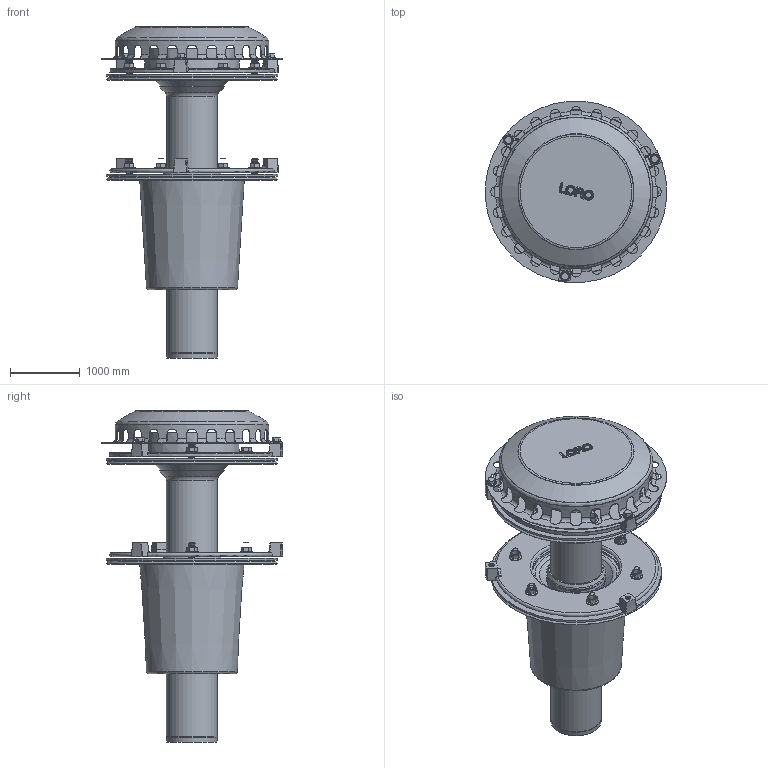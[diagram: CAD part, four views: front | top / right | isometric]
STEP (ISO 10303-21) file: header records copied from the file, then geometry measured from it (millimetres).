
FILE_DESCRIPTION(/* description */ (''),/* implementation_level */ '2;1');
FILE_NAME(/* name */ '21332.070X_3D.stp',/* time_stamp */ '2024-12-12T08:16:34+01:00',/* author */ ('CAD'),/* organization */ (''),/* preprocessor_version */ 'ST-DEVELOPER v20',/* originating_system */ 'AutoCAD Mechanical',/* authorisation */ '');
FILE_SCHEMA (('AUTOMOTIVE_DESIGN { 1 0 10303 214 3 1 1 }'));
Length unit declared in the file: centimetre
Products named in the file (2): Product; *S0
Assembly tree (1 placements, depth 2):
  Product
    *S0
Bounding box: 2590.11 x 2592.91 x 4752.5 mm (x, y, z)
Volume: 2307807568.8 mm3; surface area: 104094556.5 mm2
Topology: 43 solids, 43 shells, 1165 faces, 2820 edges, 1705 vertices
Faces by surface type: cone 471, plane 291, cylinder 204, torus 137, bspline 59, sphere 3
Full cylindrical faces by diameter (mm): 60 x3, 70 x10, 80 x24, 99.999 x12, 105 x2, 130 x12, 160 x12, 700 x1, 706 x1, 730 x3, 760 x1, 784 x1, 810 x2, 850 x1, 950 x1, 1070 x1, 1250 x2, 2180 x1, 2200 x1, 2450 x2, 2600 x1
Entity records: 41712 total; most frequent: CARTESIAN_POINT 15035, ORIENTED_EDGE 5602, DIRECTION 5584, EDGE_CURVE 2801, AXIS2_PLACEMENT_3D 2336, VERTEX_POINT 1701, EDGE_LOOP 1312, CIRCLE 1179
